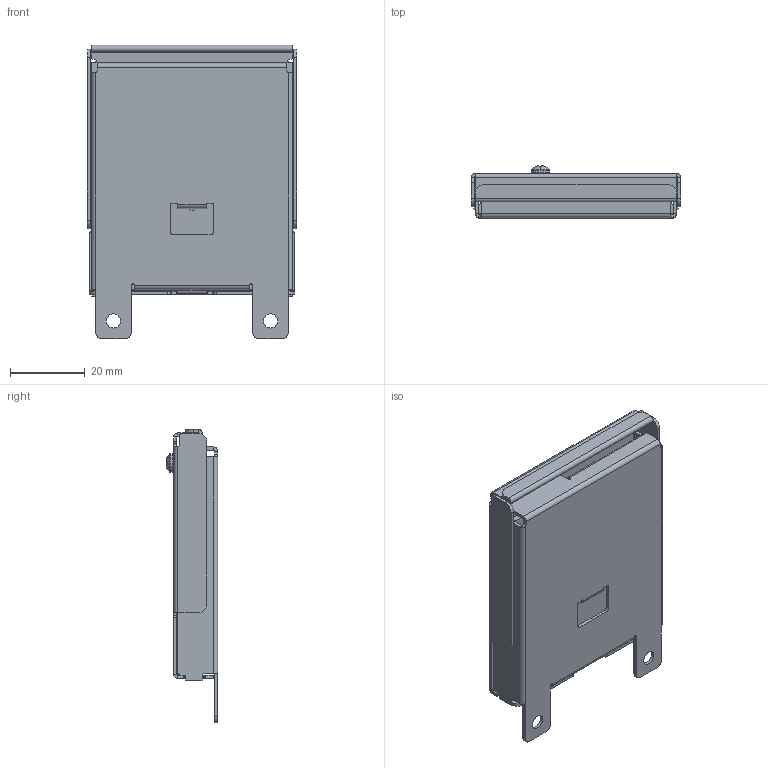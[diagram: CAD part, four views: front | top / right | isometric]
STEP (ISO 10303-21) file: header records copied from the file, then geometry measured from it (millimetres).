
FILE_DESCRIPTION (( 'STEP AP203' ), '1' );
FILE_NAME ('1000097-wNoWires.STEP', '2018-11-08T23:25:25', ( '' ), ( '' ), 'SwSTEP 2.0', 'SolidWorks 2017', '' );
FILE_SCHEMA (( 'CONFIG_CONTROL_DESIGN' ));
Length unit declared in the file: inch
Products named in the file (6): SCR049_SCR049; 1000089; DIM10-087-06; 1000085; 1000086; 1000097-wNoWires
Assembly tree (5 placements, depth 2):
  1000097-wNoWires
    DIM10-087-06
    1000085
    1000086
    SCR049_SCR049
    1000089
Bounding box: 56.06 x 13.89 x 78.51 mm (x, y, z)
Volume: 18636 mm3; surface area: 35908.5 mm2
Topology: 8 solids, 8 shells, 567 faces, 1510 edges, 964 vertices
Faces by surface type: plane 300, cylinder 242, cone 14, bspline 5, torus 4, sphere 2
Entity records: 19136 total; most frequent: CARTESIAN_POINT 4339, ORIENTED_EDGE 3020, DIRECTION 2951, EDGE_CURVE 1510, AXIS2_PLACEMENT_3D 1007, VERTEX_POINT 964, VECTOR 937, LINE 937
